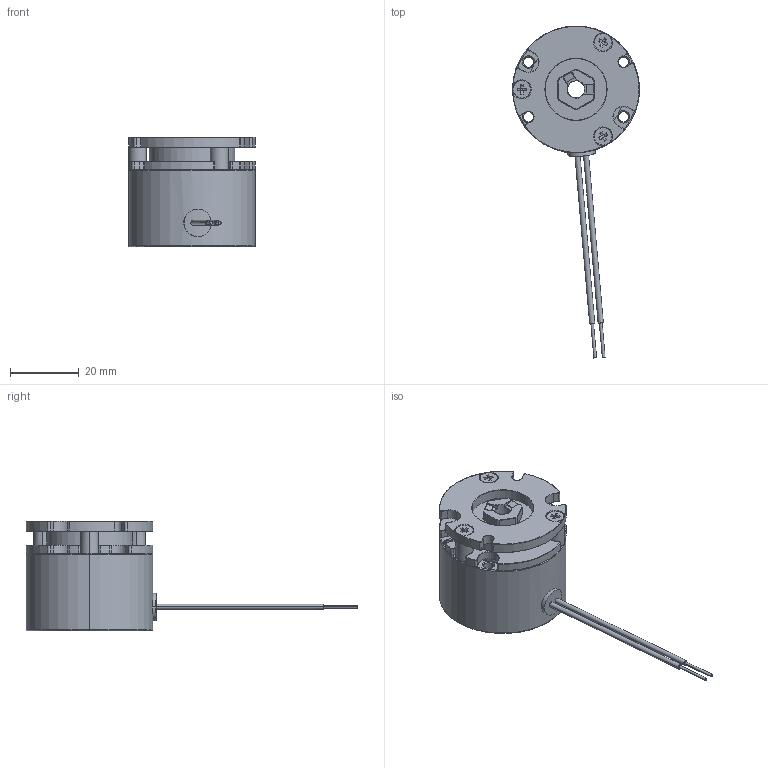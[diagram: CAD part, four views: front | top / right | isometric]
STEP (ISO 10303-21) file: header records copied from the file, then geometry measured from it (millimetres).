
FILE_DESCRIPTION (( 'STEP AP214' ), '1' );
FILE_NAME ('SWB-01.STEP', '2019-08-13T06:15:48', ( '' ), ( '' ), 'SwSTEP 2.0', 'SolidWorks 2016', '' );
FILE_SCHEMA (( 'AUTOMOTIVE_DESIGN' ));
Length unit declared in the file: millimetre
Products named in the file (1): SWB-01
Bounding box: 37 x 96.85 x 32 mm (x, y, z)
Volume: 21674.6 mm3; surface area: 15255.2 mm2
Topology: 2 solids, 2 shells, 649 faces, 1543 edges, 897 vertices
Faces by surface type: cylinder 266, plane 165, torus 141, cone 38, sphere 37, bspline 2
Entity records: 21719 total; most frequent: CARTESIAN_POINT 3641, DIRECTION 3594, ORIENTED_EDGE 3050, EDGE_CURVE 1525, AXIS2_PLACEMENT_3D 1483, VERTEX_POINT 896, CIRCLE 835, EDGE_LOOP 683
